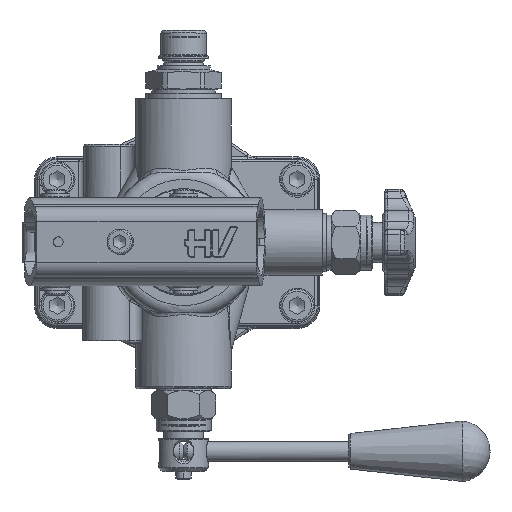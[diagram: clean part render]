
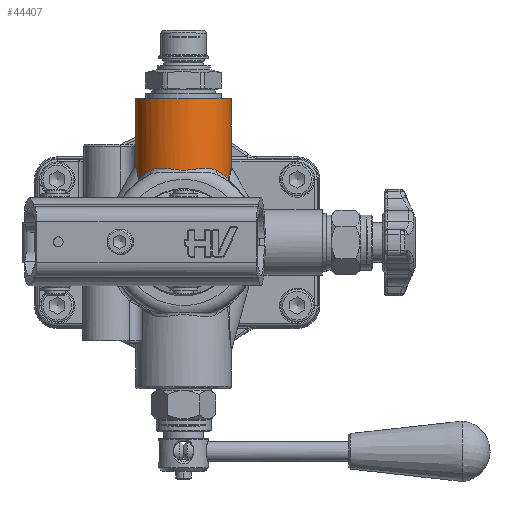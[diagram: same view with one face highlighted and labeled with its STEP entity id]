
A CAD part, top view. The second image highlights one B-rep face of the part: STEP entity #44407.
In plain terms, the highlighted cylindrical face has radius 19 mm (diameter 38 mm), a full revolution.
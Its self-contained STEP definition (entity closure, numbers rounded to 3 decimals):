
#41975=CARTESIAN_POINT('',(-10.797,28.425,52.571));
#41976=VERTEX_POINT('',#41975);
#42002=CARTESIAN_POINT('',(15.797,28.425,52.571));
#42003=VERTEX_POINT('',#42002);
#42011=CARTESIAN_POINT('',(15.797,28.425,52.571));
#42012=CARTESIAN_POINT('',(14.852,28.965,53.498));
#42013=CARTESIAN_POINT('',(12.63,29.567,55.267));
#42014=CARTESIAN_POINT('',(9.399,29.374,56.8));
#42015=CARTESIAN_POINT('',(6.694,28.984,57.571));
#42016=CARTESIAN_POINT('',(4.444,28.666,57.95));
#42017=CARTESIAN_POINT('',(2.319,28.562,58.04));
#42018=CARTESIAN_POINT('',(-0.497,28.771,57.842));
#42019=CARTESIAN_POINT('',(-3.757,29.341,57.106));
#42020=CARTESIAN_POINT('',(-7.303,29.545,55.421));
#42021=CARTESIAN_POINT('',(-9.572,29.044,53.724));
#42022=CARTESIAN_POINT('',(-10.561,28.56,52.803));
#42023=CARTESIAN_POINT('',(-10.797,28.425,52.571));
#42024=B_SPLINE_CURVE_WITH_KNOTS('',3,(#42011,#42012,#42013,#42014,#42015,#42016,#42017,#42018,#42019,#42020,#42021,#42022,#42023),.UNSPECIFIED.,.F.,.U.,(4,1,1,1,1,1,1,1,1,1,4),(-3.274,-2.806,-2.339,-2.105,-1.871,-1.579,-1.403,-0.935,-0.468,-0.117,0.),.UNSPECIFIED.);
#42025=EDGE_CURVE('',#42003,#41976,#42024,.T.);
#43043=CARTESIAN_POINT('',(-8.49,39.,23.501));
#43044=VERTEX_POINT('',#43043);
#43061=CARTESIAN_POINT('',(-15.885,39.,34.203));
#43062=VERTEX_POINT('',#43061);
#43070=CARTESIAN_POINT('',(2.5,39.,39.0));
#43071=DIRECTION('',(0.0,1.0,0.0));
#43072=DIRECTION('',(1.0,0.0,0.0));
#43073=AXIS2_PLACEMENT_3D('',#43070,#43071,#43072);
#43074=CIRCLE('',#43073,19.);
#43075=EDGE_CURVE('',#43044,#43062,#43074,.T.);
#43105=CARTESIAN_POINT('',(-5.958,38.,21.986));
#43106=VERTEX_POINT('',#43105);
#43114=CARTESIAN_POINT('',(-5.958,30.604,21.986));
#43115=VERTEX_POINT('',#43114);
#43116=CARTESIAN_POINT('',(-5.958,38.,21.986));
#43117=DIRECTION('',(0.0,-1.0,0.0));
#43118=VECTOR('',#43117,7.396);
#43119=LINE('',#43116,#43118);
#43120=EDGE_CURVE('',#43106,#43115,#43119,.T.);
#43141=CARTESIAN_POINT('',(-16.406,38.,37.108));
#43142=VERTEX_POINT('',#43141);
#43143=CARTESIAN_POINT('',(-15.885,39.,34.203));
#43144=CARTESIAN_POINT('',(-15.927,39.,34.367));
#43145=CARTESIAN_POINT('',(-15.975,38.984,34.557));
#43146=CARTESIAN_POINT('',(-16.196,38.794,35.528));
#43147=CARTESIAN_POINT('',(-16.324,38.408,36.301));
#43148=CARTESIAN_POINT('',(-16.405,38.003,37.103));
#43149=CARTESIAN_POINT('',(-16.405,38.001,37.105));
#43150=CARTESIAN_POINT('',(-16.406,38.,37.108));
#43151=B_SPLINE_CURVE_WITH_KNOTS('',3,(#43143,#43144,#43145,#43146,#43147,#43148,#43149,#43150),.UNSPECIFIED.,.F.,.U.,(4,2,2,4),(0.777,0.821,0.967,0.968),.UNSPECIFIED.);
#43152=EDGE_CURVE('',#43142,#43062,#43151,.F.);
#43179=CARTESIAN_POINT('',(-5.958,38.,21.986));
#43180=CARTESIAN_POINT('',(-5.96,38.001,21.988));
#43181=CARTESIAN_POINT('',(-5.963,38.003,21.989));
#43182=CARTESIAN_POINT('',(-6.684,38.408,22.348));
#43183=CARTESIAN_POINT('',(-7.361,38.794,22.741));
#43184=CARTESIAN_POINT('',(-8.191,38.984,23.292));
#43185=CARTESIAN_POINT('',(-8.353,39.,23.404));
#43186=CARTESIAN_POINT('',(-8.49,39.,23.501));
#43187=B_SPLINE_CURVE_WITH_KNOTS('',3,(#43179,#43180,#43181,#43182,#43183,#43184,#43185,#43186),.UNSPECIFIED.,.F.,.U.,(4,2,2,4),(-0.001,0.0,0.269,0.35),.UNSPECIFIED.);
#43188=EDGE_CURVE('',#43044,#43106,#43187,.F.);
#43661=CARTESIAN_POINT('',(-15.189,25.333,45.935));
#43662=VERTEX_POINT('',#43661);
#43679=CARTESIAN_POINT('',(-10.797,28.425,52.571));
#43680=CARTESIAN_POINT('',(-12.683,27.348,50.724));
#43681=CARTESIAN_POINT('',(-14.196,26.179,48.467));
#43682=CARTESIAN_POINT('',(-15.189,25.333,45.935));
#43683=B_SPLINE_CURVE_WITH_KNOTS('',3,(#43679,#43680,#43681,#43682),.UNSPECIFIED.,.F.,.U.,(4,4),(0.0,0.933),.UNSPECIFIED.);
#43684=EDGE_CURVE('',#41976,#43662,#43683,.T.);
#44142=CARTESIAN_POINT('',(20.237,25.292,45.812));
#44143=VERTEX_POINT('',#44142);
#44155=CARTESIAN_POINT('',(20.237,25.292,45.813));
#44156=CARTESIAN_POINT('',(19.242,26.144,48.403));
#44157=CARTESIAN_POINT('',(17.716,27.329,50.691));
#44158=CARTESIAN_POINT('',(15.797,28.425,52.571));
#44159=B_SPLINE_CURVE_WITH_KNOTS('',3,(#44155,#44156,#44157,#44158),.UNSPECIFIED.,.F.,.U.,(4,4),(9.304,10.254),.UNSPECIFIED.);
#44160=EDGE_CURVE('',#44143,#42003,#44159,.T.);
#44219=CARTESIAN_POINT('',(20.237,25.292,32.188));
#44220=VERTEX_POINT('',#44219);
#44232=CARTESIAN_POINT('',(-5.958,30.604,21.986));
#44233=CARTESIAN_POINT('',(-5.196,30.862,21.608));
#44234=CARTESIAN_POINT('',(-2.89,31.531,20.647));
#44235=CARTESIAN_POINT('',(1.286,32.137,19.81));
#44236=CARTESIAN_POINT('',(8.094,31.789,20.296));
#44237=CARTESIAN_POINT('',(14.065,29.597,23.341));
#44238=CARTESIAN_POINT('',(18.216,26.944,28.001));
#44239=CARTESIAN_POINT('',(19.69,25.76,30.766));
#44240=CARTESIAN_POINT('',(20.237,25.292,32.188));
#44241=B_SPLINE_CURVE_WITH_KNOTS('',3,(#44232,#44233,#44234,#44235,#44236,#44237,#44238,#44239,#44240),.UNSPECIFIED.,.F.,.U.,(4,1,1,1,1,1,4),(4.146,4.437,4.994,5.552,6.666,7.223,7.746),.UNSPECIFIED.);
#44242=EDGE_CURVE('',#43115,#44220,#44241,.T.);
#44352=CARTESIAN_POINT('',(2.5,0.0,39.0));
#44353=DIRECTION('',(0.0,1.0,0.0));
#44354=DIRECTION('',(1.0,0.0,0.0));
#44355=AXIS2_PLACEMENT_3D('',#44352,#44353,#44354);
#44356=CYLINDRICAL_SURFACE('',#44355,19.);
#44357=CARTESIAN_POINT('',(20.237,25.292,32.188));
#44358=CARTESIAN_POINT('',(20.379,26.061,32.558));
#44359=CARTESIAN_POINT('',(20.862,28.254,33.881));
#44360=CARTESIAN_POINT('',(21.514,30.155,36.86));
#44361=CARTESIAN_POINT('',(21.513,30.15,40.27));
#44362=CARTESIAN_POINT('',(21.192,29.22,42.634));
#44363=CARTESIAN_POINT('',(20.702,27.526,44.537));
#44364=CARTESIAN_POINT('',(20.379,26.061,45.442));
#44365=CARTESIAN_POINT('',(20.237,25.292,45.812));
#44366=B_SPLINE_CURVE_WITH_KNOTS('',3,(#44357,#44358,#44359,#44360,#44361,#44362,#44363,#44364,#44365),.UNSPECIFIED.,.F.,.U.,(4,1,1,1,1,1,4),(-1.838,-1.576,-1.05,-0.788,-0.525,-0.263,0.0),.UNSPECIFIED.);
#44367=EDGE_CURVE('',#44220,#44143,#44366,.T.);
#44368=ORIENTED_EDGE('',*,*,#44367,.F.);
#44369=ORIENTED_EDGE('',*,*,#44242,.F.);
#44370=ORIENTED_EDGE('',*,*,#43120,.F.);
#44371=ORIENTED_EDGE('',*,*,#43188,.F.);
#44372=ORIENTED_EDGE('',*,*,#43075,.T.);
#44373=ORIENTED_EDGE('',*,*,#43152,.F.);
#44374=CARTESIAN_POINT('',(-16.406,30.428,37.108));
#44375=VERTEX_POINT('',#44374);
#44376=CARTESIAN_POINT('',(-16.406,38.,37.108));
#44377=DIRECTION('',(0.0,-1.0,0.0));
#44378=VECTOR('',#44377,7.572);
#44379=LINE('',#44376,#44378);
#44380=EDGE_CURVE('',#43142,#44375,#44379,.T.);
#44381=ORIENTED_EDGE('',*,*,#44380,.T.);
#44382=CARTESIAN_POINT('',(-15.189,25.333,45.935));
#44383=CARTESIAN_POINT('',(-15.429,26.833,45.322));
#44384=CARTESIAN_POINT('',(-15.98,29.164,43.817));
#44385=CARTESIAN_POINT('',(-16.549,30.851,40.344));
#44386=CARTESIAN_POINT('',(-16.508,30.738,38.128));
#44387=CARTESIAN_POINT('',(-16.406,30.428,37.108));
#44388=B_SPLINE_CURVE_WITH_KNOTS('',3,(#44382,#44383,#44384,#44385,#44386,#44387),.UNSPECIFIED.,.F.,.U.,(4,1,1,4),(-1.152,-0.658,-0.329,0.0),.UNSPECIFIED.);
#44389=EDGE_CURVE('',#43662,#44375,#44388,.T.);
#44390=ORIENTED_EDGE('',*,*,#44389,.F.);
#44391=ORIENTED_EDGE('',*,*,#43684,.F.);
#44392=ORIENTED_EDGE('',*,*,#42025,.F.);
#44393=ORIENTED_EDGE('',*,*,#44160,.F.);
#44394=EDGE_LOOP('',(#44368,#44369,#44370,#44371,#44372,#44373,#44381,#44390,#44391,#44392,#44393));
#44395=FACE_OUTER_BOUND('',#44394,.T.);
#44396=CARTESIAN_POINT('',(-16.5,57.,39.));
#44397=VERTEX_POINT('',#44396);
#44398=CARTESIAN_POINT('',(2.5,57.,39.0));
#44399=DIRECTION('',(0.0,1.0,0.0));
#44400=DIRECTION('',(1.0,0.0,0.0));
#44401=AXIS2_PLACEMENT_3D('',#44398,#44399,#44400);
#44402=CIRCLE('',#44401,19.);
#44403=EDGE_CURVE('',#44397,#44397,#44402,.T.);
#44404=ORIENTED_EDGE('',*,*,#44403,.F.);
#44405=EDGE_LOOP('',(#44404));
#44406=FACE_BOUND('',#44405,.T.);
#44407=ADVANCED_FACE('',(#44395,#44406),#44356,.T.);
